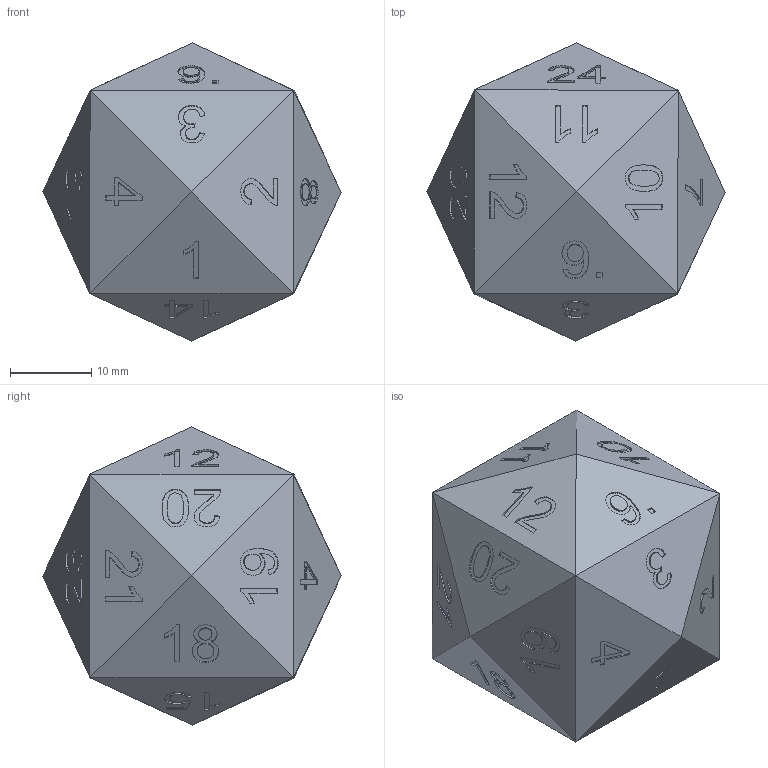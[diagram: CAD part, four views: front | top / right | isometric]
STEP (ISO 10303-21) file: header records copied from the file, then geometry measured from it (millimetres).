
FILE_DESCRIPTION(('HOOPS Exchange Step'),'2;1');
FILE_NAME('temp_export','2024-08-20T18:06:23+08:00',('sharma21'),('Shapr3D Limited'),'HOOPS Exchange 2024.2','Shapr3D','Authorized');
FILE_SCHEMA( ('AP242_MANAGED_MODEL_BASED_3D_ENGINEERING_MIM_LF {1 0 10303 442 1 1 4 }') );
Length unit declared in the file: millimetre
Products named in the file (1): root
Bounding box: 36.66 x 36.66 x 36.66 mm (x, y, z)
Volume: 22866.8 mm3; surface area: 4299.6 mm2
Topology: 1 solids, 1 shells, 398 faces, 996 edges, 654 vertices
Faces by surface type: plane 261, bspline 137
Entity records: 17382 total; most frequent: CARTESIAN_POINT 8775, ORIENTED_EDGE 1992, DIRECTION 1248, EDGE_CURVE 996, VECTOR 722, LINE 722, VERTEX_POINT 654, EDGE_LOOP 452
